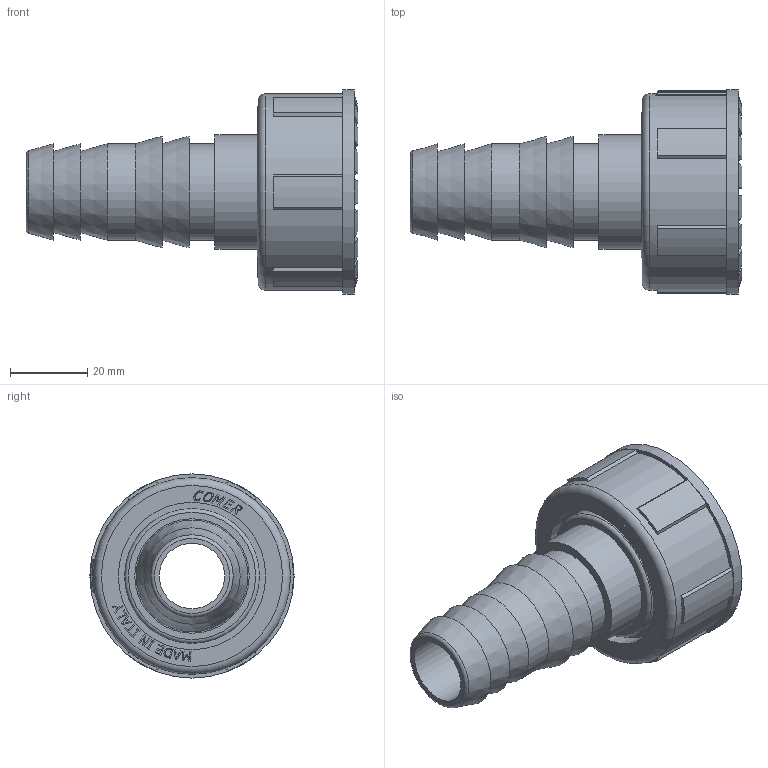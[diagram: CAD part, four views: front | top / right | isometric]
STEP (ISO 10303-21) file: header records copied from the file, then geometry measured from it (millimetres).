
FILE_DESCRIPTION(/* description */ (''),/* implementation_level */ '2;1');
FILE_NAME(/* name */ 'HN620400.stp',/* time_stamp */ '2017-02-10T17:14:17+01:00',/* author */ ('Gabriele'),/* organization */ (''),/* preprocessor_version */ 'ST-DEVELOPER v16.5',/* originating_system */ 'Autodesk Inventor 2017',/* authorisation */ '');
FILE_SCHEMA (('AUTOMOTIVE_DESIGN { 1 0 10303 214 3 1 1 }'));
Length unit declared in the file: millimetre
Products named in the file (3): HN620400; HN620400_portagomma; NU800250
Assembly tree (2 placements, depth 2):
  HN620400
    HN620400_portagomma
    NU800250
Bounding box: 86.09 x 53 x 53 mm (x, y, z)
Volume: 47583.8 mm3; surface area: 28892.8 mm2
Topology: 3 solids, 3 shells, 358 faces, 926 edges, 603 vertices
Faces by surface type: plane 238, bspline 51, cone 42, cylinder 22, torus 5
Full cylindrical faces by diameter (mm): 17 x1, 25 x2, 29.721 x1, 35 x1, 38.25 x1, 40 x1, 41.91 x2, 51 x1, 53 x1
Entity records: 15037 total; most frequent: CARTESIAN_POINT 6548, ORIENTED_EDGE 1808, DIRECTION 1553, EDGE_CURVE 904, LINE 653, VECTOR 653, VERTEX_POINT 601, AXIS2_PLACEMENT_3D 450
